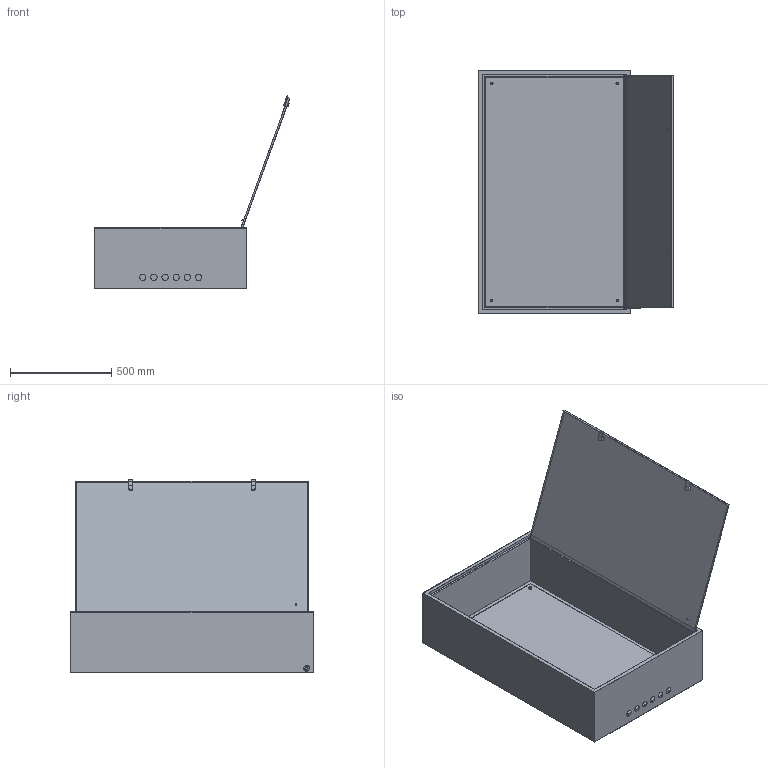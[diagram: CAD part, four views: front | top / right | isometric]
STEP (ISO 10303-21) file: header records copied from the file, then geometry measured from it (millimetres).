
FILE_DESCRIPTION (( 'STEP AP214' ), '1' );
FILE_NAME ('SHMP-6-0 IP31.STEP', '2017-03-03T08:19:26', ( '' ), ( '' ), 'SwSTEP 2.0', 'SolidWorks 2014', '' );
FILE_SCHEMA (( 'AUTOMOTIVE_DESIGN' ));
Length unit declared in the file: millimetre
Products named in the file (6): Gaika_8; SHMP-6-0 IP31; Obolochka_SHMP_6; Gaika_6; Dver_6; Mont.Panel_6
Assembly tree (7 placements, depth 2):
  SHMP-6-0 IP31
    Obolochka_SHMP_6
    Mont.Panel_6
    Dver_6
    Gaika_8  x2
    Gaika_6  x2
Bounding box: 965.54 x 1200 x 951.24 mm (x, y, z)
Volume: 3912388.5 mm3; surface area: 7788453.8 mm2
Topology: 8 solids, 8 shells, 200 faces, 482 edges, 316 vertices
Faces by surface type: plane 124, cylinder 60, cone 16
Entity records: 5581 total; most frequent: DIRECTION 946, CARTESIAN_POINT 908, ORIENTED_EDGE 868, EDGE_CURVE 434, AXIS2_PLACEMENT_3D 322, LINE 302, VECTOR 302, VERTEX_POINT 284
